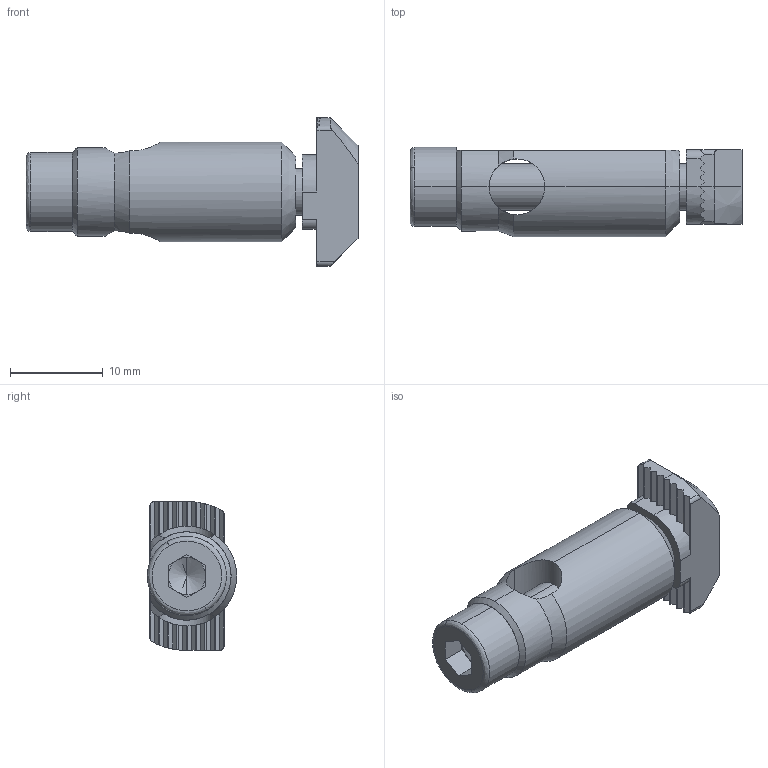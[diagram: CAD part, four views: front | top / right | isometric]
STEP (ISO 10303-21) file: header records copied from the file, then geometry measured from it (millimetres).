
FILE_DESCRIPTION (( 'STEP AP214' ), '1' );
FILE_NAME ('099G084M5.STEP', '2015-06-18T14:55:00', ( 'Not-Admin' ), ( 'Hewlett-Packard Company' ), 'SwSTEP 2.0', 'SolidWorks 2014', '' );
FILE_SCHEMA (( 'AUTOMOTIVE_DESIGN' ));
Length unit declared in the file: millimetre
Products named in the file (1): 099G084M5
Bounding box: 35.7 x 9.6 x 16 mm (x, y, z)
Volume: 2523 mm3; surface area: 2503.1 mm2
Topology: 3 solids, 3 shells, 143 faces, 387 edges, 249 vertices
Faces by surface type: plane 77, cylinder 48, cone 14, bspline 4
Entity records: 6674 total; most frequent: CARTESIAN_POINT 1641, ORIENTED_EDGE 770, DIRECTION 645, EDGE_CURVE 385, VERTEX_POINT 249, AXIS2_PLACEMENT_3D 225, LINE 195, VECTOR 195
